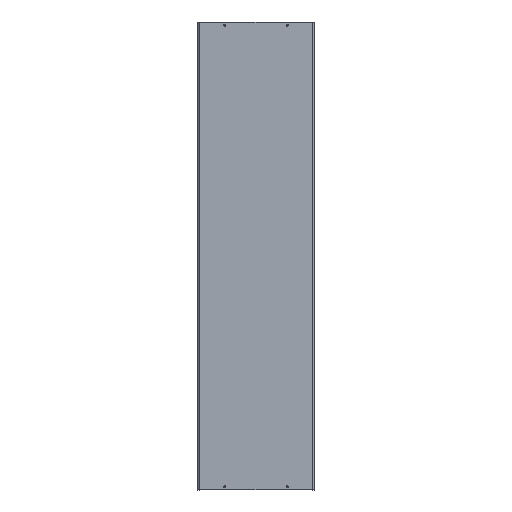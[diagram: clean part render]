
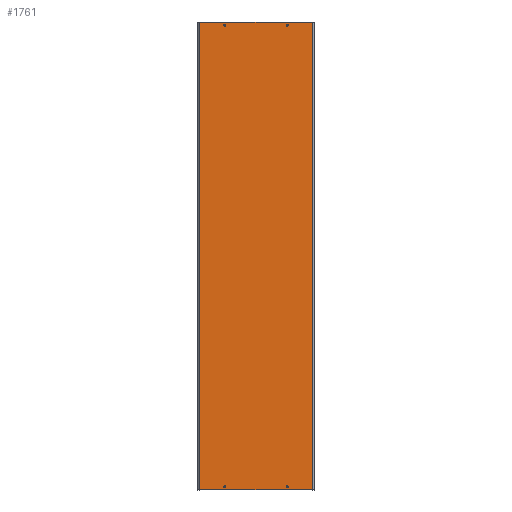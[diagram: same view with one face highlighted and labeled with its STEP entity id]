
A CAD part, top view. The second image highlights one B-rep face of the part: STEP entity #1761.
In plain terms, the highlighted planar face has unit normal (0, 0, 1).
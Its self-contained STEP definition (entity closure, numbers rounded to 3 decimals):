
#2 = CARTESIAN_POINT ( 'NONE',  ( 50., 745., 50. ) ) ;
#26 = LINE ( 'NONE', #763, #1772 ) ;
#49 = VERTEX_POINT ( 'NONE', #1094 ) ;
#85 = EDGE_LOOP ( 'NONE', ( #783, #632 ) ) ;
#88 = CARTESIAN_POINT ( 'NONE',  ( 50., 745., 50. ) ) ;
#112 = DIRECTION ( 'NONE',  ( 1., 0., 0. ) ) ;
#124 = EDGE_CURVE ( 'NONE', #790, #1700, #1530, .T. ) ;
#127 = AXIS2_PLACEMENT_3D ( 'NONE', #531, #720, #112 ) ;
#208 = EDGE_CURVE ( 'NONE', #626, #2211, #26, .T. ) ;
#240 = CARTESIAN_POINT ( 'NONE',  ( -51.7, 5., 50. ) ) ;
#242 = DIRECTION ( 'NONE',  ( 1., 0., 0. ) ) ;
#247 = DIRECTION ( 'NONE',  ( 0., 0., 1. ) ) ;
#269 = DIRECTION ( 'NONE',  ( 1., 0., 0. ) ) ;
#314 = EDGE_CURVE ( 'NONE', #471, #2088, #2120, .T. ) ;
#318 = CARTESIAN_POINT ( 'NONE',  ( -51.7, 745., 50. ) ) ;
#322 = EDGE_LOOP ( 'NONE', ( #602, #2275 ) ) ;
#373 = DIRECTION ( 'NONE',  ( -1., 0., 0. ) ) ;
#406 = ORIENTED_EDGE ( 'NONE', *, *, #208, .F. ) ;
#411 = DIRECTION ( 'NONE',  ( 1., 0., 0. ) ) ;
#419 = DIRECTION ( 'NONE',  ( 0., -1., 0. ) ) ;
#431 = ORIENTED_EDGE ( 'NONE', *, *, #761, .F. ) ;
#469 = CARTESIAN_POINT ( 'NONE',  ( -90., 863.464, 50. ) ) ;
#471 = VERTEX_POINT ( 'NONE', #1990 ) ;
#474 = CARTESIAN_POINT ( 'NONE',  ( 51.7, 745., 50. ) ) ;
#499 = ORIENTED_EDGE ( 'NONE', *, *, #314, .F. ) ;
#510 = VECTOR ( 'NONE', #1297, 1000. ) ;
#531 = CARTESIAN_POINT ( 'NONE',  ( -50., 5., 50. ) ) ;
#541 = CARTESIAN_POINT ( 'NONE',  ( 90., 0., 50. ) ) ;
#542 = EDGE_CURVE ( 'NONE', #2211, #1360, #2274, .T. ) ;
#554 = DIRECTION ( 'NONE',  ( 1., 0., 0. ) ) ;
#602 = ORIENTED_EDGE ( 'NONE', *, *, #1967, .F. ) ;
#615 = AXIS2_PLACEMENT_3D ( 'NONE', #831, #1016, #242 ) ;
#626 = VERTEX_POINT ( 'NONE', #1506 ) ;
#632 = ORIENTED_EDGE ( 'NONE', *, *, #124, .F. ) ;
#647 = VERTEX_POINT ( 'NONE', #1692 ) ;
#720 = DIRECTION ( 'NONE',  ( 0., 0., 1. ) ) ;
#760 = CARTESIAN_POINT ( 'NONE',  ( 90., 863.464, 50. ) ) ;
#761 = EDGE_CURVE ( 'NONE', #2088, #471, #1677, .T. ) ;
#763 = CARTESIAN_POINT ( 'NONE',  ( 0., 750., 50. ) ) ;
#783 = ORIENTED_EDGE ( 'NONE', *, *, #1860, .F. ) ;
#790 = VERTEX_POINT ( 'NONE', #1386 ) ;
#831 = CARTESIAN_POINT ( 'NONE',  ( -50., 745., 50. ) ) ;
#832 = CARTESIAN_POINT ( 'NONE',  ( 50., 5., 50. ) ) ;
#848 = AXIS2_PLACEMENT_3D ( 'NONE', #832, #1028, #269 ) ;
#885 = CIRCLE ( 'NONE', #127, 1.7 ) ;
#902 = VERTEX_POINT ( 'NONE', #2076 ) ;
#937 = ORIENTED_EDGE ( 'NONE', *, *, #1813, .T. ) ;
#939 = DIRECTION ( 'NONE',  ( 1., 0., 0. ) ) ;
#947 = FACE_OUTER_BOUND ( 'NONE', #1068, .T. ) ;
#970 = CARTESIAN_POINT ( 'NONE',  ( -50., 5., 50. ) ) ;
#1016 = DIRECTION ( 'NONE',  ( 0., 0., 1. ) ) ;
#1020 = DIRECTION ( 'NONE',  ( 0., 0., 1. ) ) ;
#1027 = ORIENTED_EDGE ( 'NONE', *, *, #1495, .F. ) ;
#1028 = DIRECTION ( 'NONE',  ( 0., 0., 1. ) ) ;
#1068 = EDGE_LOOP ( 'NONE', ( #406, #937, #2252, #1738 ) ) ;
#1080 = DIRECTION ( 'NONE',  ( 0., 0., -1. ) ) ;
#1094 = CARTESIAN_POINT ( 'NONE',  ( -90., 0., 50. ) ) ;
#1106 = VERTEX_POINT ( 'NONE', #2304 ) ;
#1132 = DIRECTION ( 'NONE',  ( 1., 0., 0. ) ) ;
#1238 = AXIS2_PLACEMENT_3D ( 'NONE', #1578, #1977, #2137 ) ;
#1297 = DIRECTION ( 'NONE',  ( 0., -1., 0. ) ) ;
#1360 = VERTEX_POINT ( 'NONE', #541 ) ;
#1386 = CARTESIAN_POINT ( 'NONE',  ( 48.3, 745., 50. ) ) ;
#1473 = FACE_BOUND ( 'NONE', #1705, .T. ) ;
#1486 = FACE_BOUND ( 'NONE', #322, .T. ) ;
#1495 = EDGE_CURVE ( 'NONE', #902, #2376, #2381, .T. ) ;
#1506 = CARTESIAN_POINT ( 'NONE',  ( -90., 750., 50. ) ) ;
#1512 = VECTOR ( 'NONE', #419, 1000. ) ;
#1515 = CARTESIAN_POINT ( 'NONE',  ( 0., 0., 50. ) ) ;
#1516 = CIRCLE ( 'NONE', #1238, 1.7 ) ;
#1530 = CIRCLE ( 'NONE', #1732, 1.7 ) ;
#1553 = LINE ( 'NONE', #469, #1512 ) ;
#1557 = DIRECTION ( 'NONE',  ( 1., 0., 0. ) ) ;
#1578 = CARTESIAN_POINT ( 'NONE',  ( 50., 5., 50. ) ) ;
#1588 = CIRCLE ( 'NONE', #848, 1.7 ) ;
#1631 = AXIS2_PLACEMENT_3D ( 'NONE', #88, #2152, #2111 ) ;
#1677 = CIRCLE ( 'NONE', #615, 1.7 ) ;
#1692 = CARTESIAN_POINT ( 'NONE',  ( 48.3, 5., 50. ) ) ;
#1696 = PLANE ( 'NONE',  #2264 ) ;
#1700 = VERTEX_POINT ( 'NONE', #474 ) ;
#1705 = EDGE_LOOP ( 'NONE', ( #499, #431 ) ) ;
#1732 = AXIS2_PLACEMENT_3D ( 'NONE', #2, #2092, #1132 ) ;
#1738 = ORIENTED_EDGE ( 'NONE', *, *, #542, .F. ) ;
#1761 = ADVANCED_FACE ( 'NONE', ( #1473, #1871, #1486, #2020, #947 ), #1696, .F. ) ;
#1765 = EDGE_LOOP ( 'NONE', ( #1027, #2309 ) ) ;
#1772 = VECTOR ( 'NONE', #554, 1000. ) ;
#1813 = EDGE_CURVE ( 'NONE', #626, #49, #1553, .T. ) ;
#1832 = AXIS2_PLACEMENT_3D ( 'NONE', #970, #247, #411 ) ;
#1860 = EDGE_CURVE ( 'NONE', #1700, #790, #2070, .T. ) ;
#1862 = EDGE_CURVE ( 'NONE', #647, #1106, #1588, .T. ) ;
#1865 = CARTESIAN_POINT ( 'NONE',  ( 90., 750., 50. ) ) ;
#1871 = FACE_BOUND ( 'NONE', #85, .T. ) ;
#1967 = EDGE_CURVE ( 'NONE', #1106, #647, #1516, .T. ) ;
#1977 = DIRECTION ( 'NONE',  ( 0., 0., 1. ) ) ;
#1988 = VECTOR ( 'NONE', #939, 1000. ) ;
#1990 = CARTESIAN_POINT ( 'NONE',  ( -48.3, 745., 50. ) ) ;
#2020 = FACE_BOUND ( 'NONE', #1765, .T. ) ;
#2051 = LINE ( 'NONE', #1515, #1988 ) ;
#2070 = CIRCLE ( 'NONE', #1631, 1.7 ) ;
#2072 = EDGE_CURVE ( 'NONE', #2376, #902, #885, .T. ) ;
#2076 = CARTESIAN_POINT ( 'NONE',  ( -48.3, 5., 50. ) ) ;
#2088 = VERTEX_POINT ( 'NONE', #318 ) ;
#2092 = DIRECTION ( 'NONE',  ( 0., 0., 1. ) ) ;
#2111 = DIRECTION ( 'NONE',  ( 1., 0., 0. ) ) ;
#2120 = CIRCLE ( 'NONE', #2202, 1.7 ) ;
#2129 = CARTESIAN_POINT ( 'NONE',  ( -50., 745., 50. ) ) ;
#2137 = DIRECTION ( 'NONE',  ( 1., 0., 0. ) ) ;
#2152 = DIRECTION ( 'NONE',  ( 0., 0., 1. ) ) ;
#2182 = EDGE_CURVE ( 'NONE', #49, #1360, #2051, .T. ) ;
#2202 = AXIS2_PLACEMENT_3D ( 'NONE', #2129, #1020, #1557 ) ;
#2211 = VERTEX_POINT ( 'NONE', #1865 ) ;
#2228 = CARTESIAN_POINT ( 'NONE',  ( 0., 863.464, 50. ) ) ;
#2252 = ORIENTED_EDGE ( 'NONE', *, *, #2182, .T. ) ;
#2264 = AXIS2_PLACEMENT_3D ( 'NONE', #2228, #1080, #373 ) ;
#2274 = LINE ( 'NONE', #760, #510 ) ;
#2275 = ORIENTED_EDGE ( 'NONE', *, *, #1862, .F. ) ;
#2304 = CARTESIAN_POINT ( 'NONE',  ( 51.7, 5., 50. ) ) ;
#2309 = ORIENTED_EDGE ( 'NONE', *, *, #2072, .F. ) ;
#2376 = VERTEX_POINT ( 'NONE', #240 ) ;
#2381 = CIRCLE ( 'NONE', #1832, 1.7 ) ;
